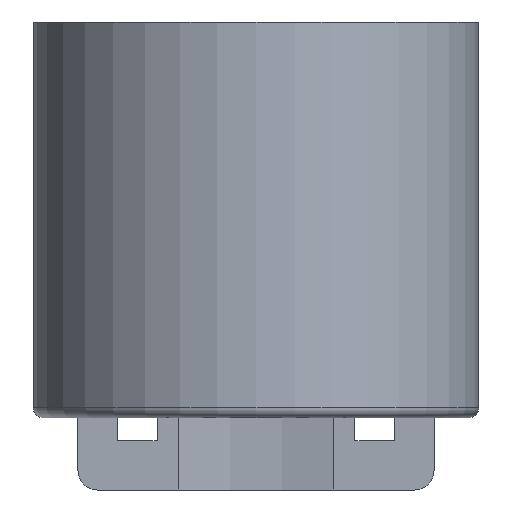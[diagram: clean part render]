
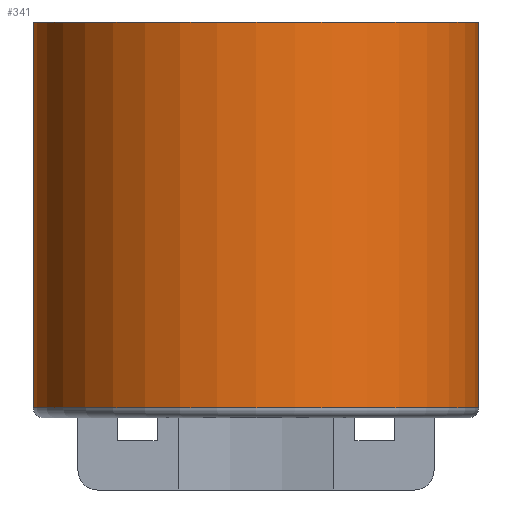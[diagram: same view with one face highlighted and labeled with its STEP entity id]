
A CAD part, front view. The second image highlights one B-rep face of the part: STEP entity #341.
In plain terms, the highlighted cylindrical face has radius 22.5 mm (diameter 45 mm), a partial arc.
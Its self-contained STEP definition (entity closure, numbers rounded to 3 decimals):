
#341=ADVANCED_FACE('',(#741),#743,.T.);
#741=FACE_BOUND('',#742,.T.);
#742=EDGE_LOOP('',(#1102,#1103,#1104,#1105));
#743=CYLINDRICAL_SURFACE('',#744,22.5);
#744=AXIS2_PLACEMENT_3D('',#745,#746,#747);
#745=CARTESIAN_POINT('',(0.,0.,0.));
#746=DIRECTION('',(0.,0.,1.));
#747=DIRECTION('',(-1.,0.,0.));
#1102=ORIENTED_EDGE('',*,*,#1308,.T.);
#1103=ORIENTED_EDGE('',*,*,#1285,.T.);
#1104=ORIENTED_EDGE('',*,*,#1276,.F.);
#1105=ORIENTED_EDGE('',*,*,#1274,.F.);
#1274=EDGE_CURVE('',#1485,#1487,#1488,.T.);
#1276=EDGE_CURVE('',#1487,#1490,#1491,.T.);
#1285=EDGE_CURVE('',#1506,#1490,#1507,.T.);
#1308=EDGE_CURVE('',#1485,#1506,#1546,.T.);
#1485=VERTEX_POINT('',#1926);
#1487=VERTEX_POINT('',#1930);
#1488=LINE('',#1931,#1932);
#1490=VERTEX_POINT('',#1937);
#1491=CIRCLE('',#1938,22.5);
#1506=VERTEX_POINT('',#1975);
#1507=LINE('',#1976,#1977);
#1546=CIRCLE('',#2068,22.5);
#1926=CARTESIAN_POINT('',(-22.5,0.,1.));
#1930=CARTESIAN_POINT('',(-22.5,0.,40.));
#1931=CARTESIAN_POINT('',(-22.5,0.,1.));
#1932=VECTOR('',#1933,1.);
#1933=DIRECTION('',(0.,0.,1.));
#1937=CARTESIAN_POINT('',(22.5,0.,40.));
#1938=AXIS2_PLACEMENT_3D('',#1939,#1940,#1941);
#1939=CARTESIAN_POINT('',(0.,0.,40.));
#1940=DIRECTION('',(0.,0.,1.));
#1941=DIRECTION('',(-1.,0.,0.));
#1975=CARTESIAN_POINT('',(22.5,0.,1.));
#1976=CARTESIAN_POINT('',(22.5,0.,1.));
#1977=VECTOR('',#1978,1.);
#1978=DIRECTION('',(0.,0.,1.));
#2068=AXIS2_PLACEMENT_3D('',#2069,#2070,#2071);
#2069=CARTESIAN_POINT('',(0.,0.,1.));
#2070=DIRECTION('',(0.,0.,1.));
#2071=DIRECTION('',(-1.,0.,0.));
